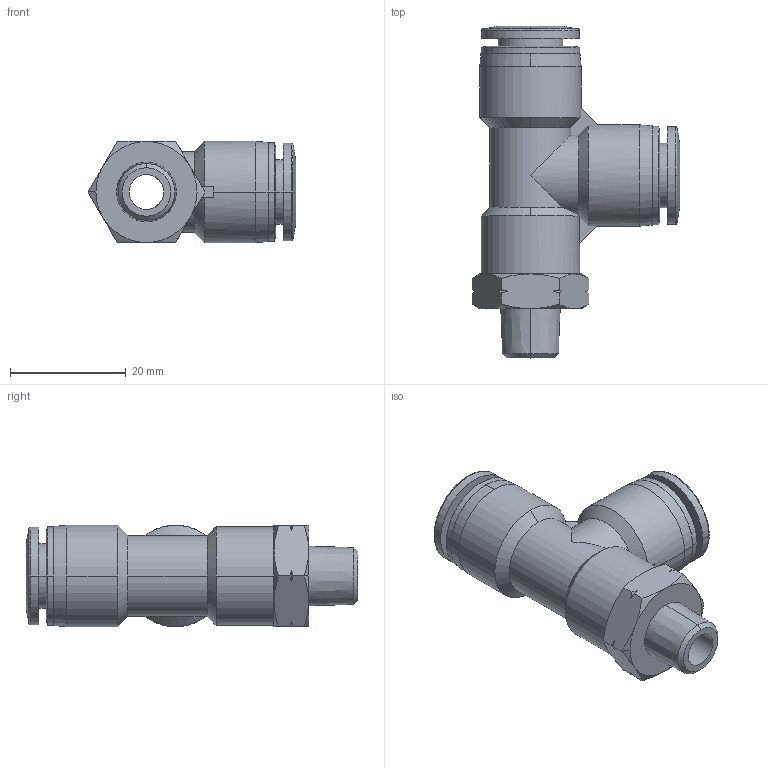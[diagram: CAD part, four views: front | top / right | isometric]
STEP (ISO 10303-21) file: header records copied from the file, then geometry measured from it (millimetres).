
FILE_DESCRIPTION (( 'STEP AP214' ), '1' );
FILE_NAME ('MRT38-18N.step', '2016-02-24T20:43:58', ( '' ), ( '' ), 'SwSTEP 2.0', 'SolidWorks 2015', '' );
FILE_SCHEMA (( 'AUTOMOTIVE_DESIGN' ));
Length unit declared in the file: inch
Products named in the file (1): MRT38-18N
Bounding box: 35.88 x 57.3 x 17.5 mm (x, y, z)
Volume: 10795.8 mm3; surface area: 6763.4 mm2
Topology: 1 solids, 1 shells, 120 faces, 303 edges, 192 vertices
Faces by surface type: cone 56, cylinder 30, plane 24, bspline 8, torus 2
Entity records: 5493 total; most frequent: CARTESIAN_POINT 1089, ORIENTED_EDGE 606, DIRECTION 586, EDGE_CURVE 303, AXIS2_PLACEMENT_3D 251, VERTEX_POINT 192, CIRCLE 138, EDGE_LOOP 131
